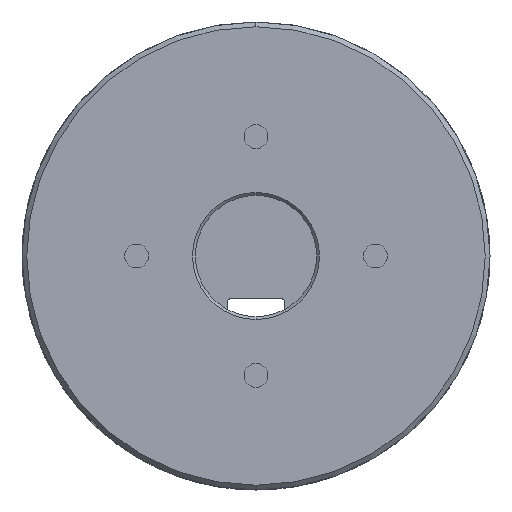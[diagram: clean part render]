
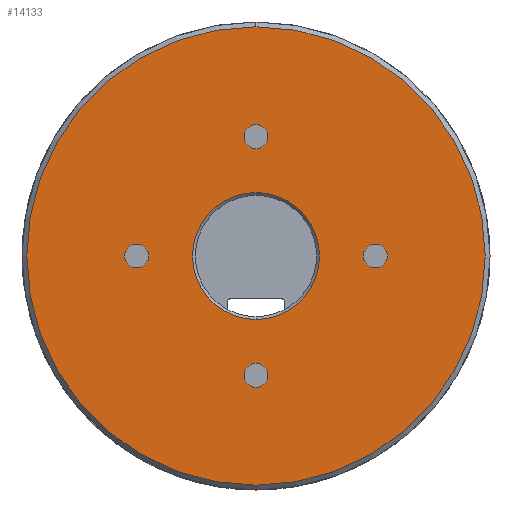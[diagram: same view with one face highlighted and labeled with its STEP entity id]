
A CAD part, left-side view. The second image highlights one B-rep face of the part: STEP entity #14133.
In plain terms, the highlighted planar face has unit normal (-1, 0, 0).
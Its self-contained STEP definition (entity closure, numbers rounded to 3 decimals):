
#2397 = FACE_BOUND ( 'NONE', #11610, .T. ) ;
#2404 = FACE_BOUND ( 'NONE', #11585, .T. ) ;
#2405 = FACE_BOUND ( 'NONE', #11625, .T. ) ;
#2414 = FACE_BOUND ( 'NONE', #11648, .T. ) ;
#2419 = FACE_OUTER_BOUND ( 'NONE', #11578, .T. ) ;
#2420 = FACE_BOUND ( 'NONE', #11620, .T. ) ;
#3255 = CARTESIAN_POINT ( 'NONE',  ( 0., 0., 11.25 ) ) ;
#3314 = CARTESIAN_POINT ( 'NONE',  ( 0., 0., 13.75 ) ) ;
#4238 = DIRECTION ( 'NONE',  ( 1., 0., 0. ) ) ;
#4247 = DIRECTION ( 'NONE',  ( 0., 0., -1. ) ) ;
#4274 = PLANE ( 'NONE',  #7197 ) ;
#4277 = CARTESIAN_POINT ( 'NONE',  ( 0., 24.5, 0. ) ) ;
#6122 = CARTESIAN_POINT ( 'NONE',  ( 0., 0., -11.25 ) ) ;
#6125 = CARTESIAN_POINT ( 'NONE',  ( 0., 0., -13.75 ) ) ;
#6133 = CARTESIAN_POINT ( 'NONE',  ( 0., 0., 6.65 ) ) ;
#6141 = CARTESIAN_POINT ( 'NONE',  ( 0., 0., -6.65 ) ) ;
#6171 = CARTESIAN_POINT ( 'NONE',  ( 0., 12.5, 1.25 ) ) ;
#6180 = CARTESIAN_POINT ( 'NONE',  ( 0., 12.5, -1.25 ) ) ;
#6187 = CARTESIAN_POINT ( 'NONE',  ( 0., -12.5, 1.25 ) ) ;
#6189 = CARTESIAN_POINT ( 'NONE',  ( 0., 0., -24. ) ) ;
#6203 = CARTESIAN_POINT ( 'NONE',  ( 0., -12.5, -1.25 ) ) ;
#6228 = CARTESIAN_POINT ( 'NONE',  ( 0., 0., 24. ) ) ;
#7197 = AXIS2_PLACEMENT_3D ( 'NONE', #4277, #4238, #4247 ) ;
#7604 = EDGE_CURVE ( 'NONE', #12175, #12162, #10815, .T. ) ;
#7616 = EDGE_CURVE ( 'NONE', #12142, #12173, #10881, .T. ) ;
#7630 = EDGE_CURVE ( 'NONE', #12187, #12191, #10895, .T. ) ;
#7682 = EDGE_CURVE ( 'NONE', #12160, #12143, #10941, .T. ) ;
#7692 = EDGE_CURVE ( 'NONE', #12162, #12175, #10968, .T. ) ;
#7706 = EDGE_CURVE ( 'NONE', #12373, #12367, #10985, .T. ) ;
#7745 = EDGE_CURVE ( 'NONE', #12183, #12182, #9912, .T. ) ;
#7749 = EDGE_CURVE ( 'NONE', #12182, #12183, #9888, .T. ) ;
#7752 = EDGE_CURVE ( 'NONE', #12191, #12187, #9861, .T. ) ;
#7759 = EDGE_CURVE ( 'NONE', #12173, #12142, #9887, .T. ) ;
#7763 = EDGE_CURVE ( 'NONE', #12367, #12373, #9902, .T. ) ;
#7769 = EDGE_CURVE ( 'NONE', #12143, #12160, #9901, .T. ) ;
#8410 = AXIS2_PLACEMENT_3D ( 'NONE', #14810, #14799, #14812 ) ;
#8423 = AXIS2_PLACEMENT_3D ( 'NONE', #14825, #14855, #14859 ) ;
#8457 = AXIS2_PLACEMENT_3D ( 'NONE', #14875, #14876, #14877 ) ;
#8469 = AXIS2_PLACEMENT_3D ( 'NONE', #14558, #14583, #14561 ) ;
#8473 = AXIS2_PLACEMENT_3D ( 'NONE', #9831, #9849, #9841 ) ;
#8474 = AXIS2_PLACEMENT_3D ( 'NONE', #9847, #9824, #9853 ) ;
#8504 = AXIS2_PLACEMENT_3D ( 'NONE', #14567, #14562, #14568 ) ;
#8516 = AXIS2_PLACEMENT_3D ( 'NONE', #14535, #14525, #14552 ) ;
#8525 = AXIS2_PLACEMENT_3D ( 'NONE', #9802, #9814, #9793 ) ;
#8536 = AXIS2_PLACEMENT_3D ( 'NONE', #9324, #9329, #9330 ) ;
#8543 = AXIS2_PLACEMENT_3D ( 'NONE', #9333, #9325, #9316 ) ;
#8579 = AXIS2_PLACEMENT_3D ( 'NONE', #9348, #9354, #9339 ) ;
#9316 = DIRECTION ( 'NONE',  ( 0., 0., 1. ) ) ;
#9324 = CARTESIAN_POINT ( 'NONE',  ( 0., 0., -12.5 ) ) ;
#9325 = DIRECTION ( 'NONE',  ( -1., 0., 0. ) ) ;
#9329 = DIRECTION ( 'NONE',  ( -1., 0., 0. ) ) ;
#9330 = DIRECTION ( 'NONE',  ( 0., 0., 1. ) ) ;
#9333 = CARTESIAN_POINT ( 'NONE',  ( 0., 0., 12.5 ) ) ;
#9339 = DIRECTION ( 'NONE',  ( 0., 0., 1. ) ) ;
#9348 = CARTESIAN_POINT ( 'NONE',  ( 0., 12.5, 0. ) ) ;
#9354 = DIRECTION ( 'NONE',  ( -1., 0., 0. ) ) ;
#9793 = DIRECTION ( 'NONE',  ( 0., 0., 1. ) ) ;
#9802 = CARTESIAN_POINT ( 'NONE',  ( 0., -12.5, 0. ) ) ;
#9814 = DIRECTION ( 'NONE',  ( -1., 0., 0. ) ) ;
#9824 = DIRECTION ( 'NONE',  ( 1., 0., 0. ) ) ;
#9831 = CARTESIAN_POINT ( 'NONE',  ( 0., -12.5, 0. ) ) ;
#9841 = DIRECTION ( 'NONE',  ( 0., 0., 1. ) ) ;
#9847 = CARTESIAN_POINT ( 'NONE',  ( 0., 0., 0. ) ) ;
#9849 = DIRECTION ( 'NONE',  ( -1., 0., 0. ) ) ;
#9853 = DIRECTION ( 'NONE',  ( 0., 0., -1. ) ) ;
#9861 = CIRCLE ( 'NONE', #8474, 24. ) ;
#9887 = CIRCLE ( 'NONE', #8536, 1.25 ) ;
#9888 = CIRCLE ( 'NONE', #8473, 1.25 ) ;
#9901 = CIRCLE ( 'NONE', #8579, 1.25 ) ;
#9902 = CIRCLE ( 'NONE', #8543, 1.25 ) ;
#9912 = CIRCLE ( 'NONE', #8525, 1.25 ) ;
#10815 = CIRCLE ( 'NONE', #8410, 6.65 ) ;
#10881 = CIRCLE ( 'NONE', #8423, 1.25 ) ;
#10895 = CIRCLE ( 'NONE', #8457, 24. ) ;
#10941 = CIRCLE ( 'NONE', #8516, 1.25 ) ;
#10968 = CIRCLE ( 'NONE', #8469, 6.65 ) ;
#10985 = CIRCLE ( 'NONE', #8504, 1.25 ) ;
#11578 = EDGE_LOOP ( 'NONE', ( #12534, #12531 ) ) ;
#11585 = EDGE_LOOP ( 'NONE', ( #12533, #12558 ) ) ;
#11610 = EDGE_LOOP ( 'NONE', ( #12522, #12536 ) ) ;
#11620 = EDGE_LOOP ( 'NONE', ( #12561, #12529 ) ) ;
#11625 = EDGE_LOOP ( 'NONE', ( #12560, #12512 ) ) ;
#11648 = EDGE_LOOP ( 'NONE', ( #12540, #12508 ) ) ;
#12142 = VERTEX_POINT ( 'NONE', #6125 ) ;
#12143 = VERTEX_POINT ( 'NONE', #6171 ) ;
#12160 = VERTEX_POINT ( 'NONE', #6180 ) ;
#12162 = VERTEX_POINT ( 'NONE', #6133 ) ;
#12173 = VERTEX_POINT ( 'NONE', #6122 ) ;
#12175 = VERTEX_POINT ( 'NONE', #6141 ) ;
#12182 = VERTEX_POINT ( 'NONE', #6187 ) ;
#12183 = VERTEX_POINT ( 'NONE', #6203 ) ;
#12187 = VERTEX_POINT ( 'NONE', #6189 ) ;
#12191 = VERTEX_POINT ( 'NONE', #6228 ) ;
#12367 = VERTEX_POINT ( 'NONE', #3314 ) ;
#12373 = VERTEX_POINT ( 'NONE', #3255 ) ;
#12508 = ORIENTED_EDGE ( 'NONE', *, *, #7745, .F. ) ;
#12512 = ORIENTED_EDGE ( 'NONE', *, *, #7616, .F. ) ;
#12522 = ORIENTED_EDGE ( 'NONE', *, *, #7763, .F. ) ;
#12529 = ORIENTED_EDGE ( 'NONE', *, *, #7604, .F. ) ;
#12531 = ORIENTED_EDGE ( 'NONE', *, *, #7752, .F. ) ;
#12533 = ORIENTED_EDGE ( 'NONE', *, *, #7769, .F. ) ;
#12534 = ORIENTED_EDGE ( 'NONE', *, *, #7630, .F. ) ;
#12536 = ORIENTED_EDGE ( 'NONE', *, *, #7706, .F. ) ;
#12540 = ORIENTED_EDGE ( 'NONE', *, *, #7749, .F. ) ;
#12558 = ORIENTED_EDGE ( 'NONE', *, *, #7682, .F. ) ;
#12560 = ORIENTED_EDGE ( 'NONE', *, *, #7759, .F. ) ;
#12561 = ORIENTED_EDGE ( 'NONE', *, *, #7692, .F. ) ;
#14133 = ADVANCED_FACE ( 'NONE', ( #2419, #2420, #2404, #2405, #2414, #2397 ), #4274, .F. ) ;
#14525 = DIRECTION ( 'NONE',  ( -1., 0., 0. ) ) ;
#14535 = CARTESIAN_POINT ( 'NONE',  ( 0., 12.5, 0. ) ) ;
#14552 = DIRECTION ( 'NONE',  ( 0., 0., 1. ) ) ;
#14558 = CARTESIAN_POINT ( 'NONE',  ( 0., 0., 0. ) ) ;
#14561 = DIRECTION ( 'NONE',  ( 0., 0., 1. ) ) ;
#14562 = DIRECTION ( 'NONE',  ( -1., 0., 0. ) ) ;
#14567 = CARTESIAN_POINT ( 'NONE',  ( 0., 0., 12.5 ) ) ;
#14568 = DIRECTION ( 'NONE',  ( 0., 0., 1. ) ) ;
#14583 = DIRECTION ( 'NONE',  ( -1., 0., 0. ) ) ;
#14799 = DIRECTION ( 'NONE',  ( -1., 0., 0. ) ) ;
#14810 = CARTESIAN_POINT ( 'NONE',  ( 0., 0., 0. ) ) ;
#14812 = DIRECTION ( 'NONE',  ( 0., 0., 1. ) ) ;
#14825 = CARTESIAN_POINT ( 'NONE',  ( 0., 0., -12.5 ) ) ;
#14855 = DIRECTION ( 'NONE',  ( -1., 0., 0. ) ) ;
#14859 = DIRECTION ( 'NONE',  ( 0., 0., 1. ) ) ;
#14875 = CARTESIAN_POINT ( 'NONE',  ( 0., 0., 0. ) ) ;
#14876 = DIRECTION ( 'NONE',  ( 1., 0., 0. ) ) ;
#14877 = DIRECTION ( 'NONE',  ( 0., 0., -1. ) ) ;
